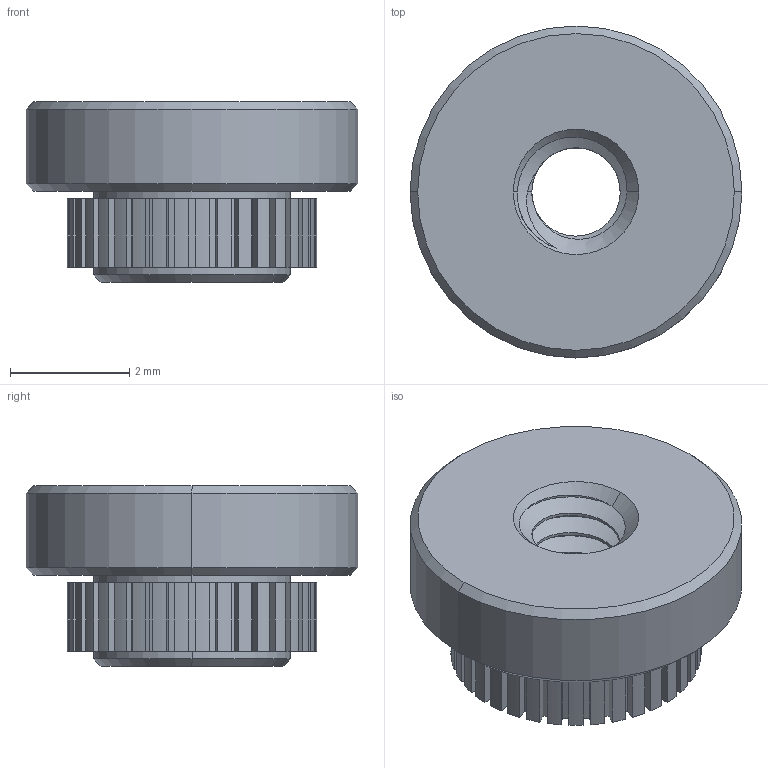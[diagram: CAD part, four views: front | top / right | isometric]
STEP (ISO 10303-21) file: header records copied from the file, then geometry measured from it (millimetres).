
FILE_DESCRIPTION (( 'STEP AP203' ), '1' );
FILE_NAME ('94100A150_18-8 Stainless Steel Press-Fit Nut for Soft Metal and Plastic.STEP', '2021-09-08T22:28:05', ( 'Administrator' ), ( 'Managed by Terraform' ), 'SwSTEP 2.0', 'SolidWorks 2017', '' );
FILE_SCHEMA (( 'CONFIG_CONTROL_DESIGN' ));
Length unit declared in the file: millimetre
Products named in the file (1): 94100A150_18-8 Stainless Steel Press-Fit Nut for Soft Metal and Plastic
Bounding box: 5.56 x 5.56 x 3.03 mm (x, y, z)
Volume: 46.7 mm3; surface area: 136.6 mm2
Topology: 1 solids, 1 shells, 199 faces, 574 edges, 380 vertices
Faces by surface type: plane 113, cylinder 72, cone 12, bspline 2
Entity records: 7459 total; most frequent: CARTESIAN_POINT 2250, ORIENTED_EDGE 1148, DIRECTION 1002, EDGE_CURVE 574, LINE 406, VECTOR 406, VERTEX_POINT 380, AXIS2_PLACEMENT_3D 298
